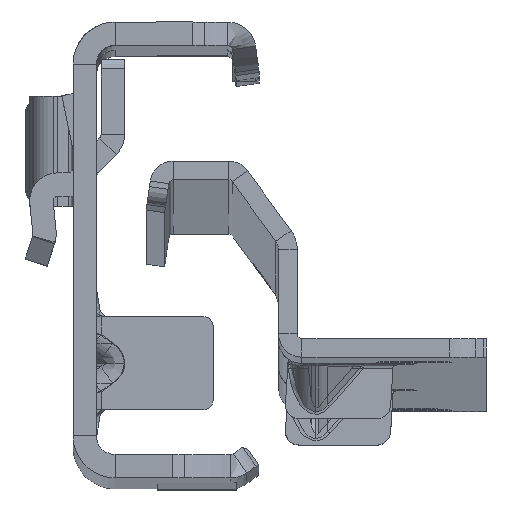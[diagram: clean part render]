
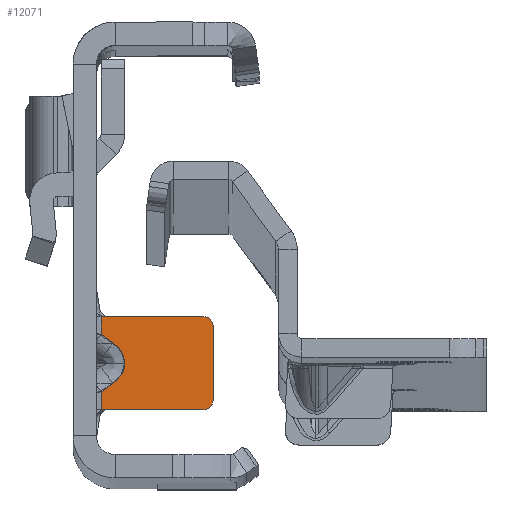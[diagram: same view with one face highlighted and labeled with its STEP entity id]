
A CAD part, top view. The second image highlights one B-rep face of the part: STEP entity #12071.
In plain terms, the highlighted planar face has unit normal (0, 0, 1).
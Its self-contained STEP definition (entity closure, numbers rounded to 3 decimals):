
#70 = EDGE_CURVE ( 'NONE', #7409, #12146, #720, .T. ) ;
#428 = CARTESIAN_POINT ( 'NONE',  ( 1.757, -8.408, -641.5 ) ) ;
#714 = CARTESIAN_POINT ( 'NONE',  ( 0.5, -13.681, -641.5 ) ) ;
#720 = LINE ( 'NONE', #6604, #2397 ) ;
#763 = EDGE_CURVE ( 'NONE', #14117, #11878, #16237, .T. ) ;
#797 = CARTESIAN_POINT ( 'NONE',  ( 3.573, -11.508, -641.5 ) ) ;
#844 = DIRECTION ( 'NONE',  ( 0., 0., 1. ) ) ;
#1009 = EDGE_LOOP ( 'NONE', ( #9517, #4400, #16788, #5623, #2504, #16522, #18161, #14931, #16282, #10242, #6324, #3012 ) ) ;
#1311 = LINE ( 'NONE', #9857, #18368 ) ;
#1672 = DIRECTION ( 'NONE',  ( 0., 1., 0. ) ) ;
#1679 = EDGE_CURVE ( 'NONE', #14117, #7409, #14876, .T. ) ;
#1969 = EDGE_CURVE ( 'NONE', #2408, #13626, #1311, .T. ) ;
#2106 = CARTESIAN_POINT ( 'NONE',  ( 11.5, -14.6, -641.5 ) ) ;
#2397 = VECTOR ( 'NONE', #12434, 1000. ) ;
#2408 = VERTEX_POINT ( 'NONE', #7722 ) ;
#2504 = ORIENTED_EDGE ( 'NONE', *, *, #763, .T. ) ;
#2587 = CARTESIAN_POINT ( 'NONE',  ( 1.757, -8.408, -641.5 ) ) ;
#2735 = EDGE_CURVE ( 'NONE', #4810, #10968, #8459, .T. ) ;
#2851 = VERTEX_POINT ( 'NONE', #18048 ) ;
#3012 = ORIENTED_EDGE ( 'NONE', *, *, #8545, .F. ) ;
#3108 = CARTESIAN_POINT ( 'NONE',  ( -37.326, 22.3, -641.5 ) ) ;
#4013 = DIRECTION ( 'NONE',  ( -1., 0., 0. ) ) ;
#4082 = CARTESIAN_POINT ( 'NONE',  ( 0.708, -15.6, -641.5 ) ) ;
#4400 = ORIENTED_EDGE ( 'NONE', *, *, #16631, .F. ) ;
#4810 = VERTEX_POINT ( 'NONE', #16611 ) ;
#5088 = DIRECTION ( 'NONE',  ( 0., 1., 0. ) ) ;
#5529 = CARTESIAN_POINT ( 'NONE',  ( 1.367, -8.131, -641.5 ) ) ;
#5623 = ORIENTED_EDGE ( 'NONE', *, *, #1679, .F. ) ;
#5644 = VECTOR ( 'NONE', #16422, 1000. ) ;
#6109 = LINE ( 'NONE', #9081, #11655 ) ;
#6324 = ORIENTED_EDGE ( 'NONE', *, *, #16546, .T. ) ;
#6604 = CARTESIAN_POINT ( 'NONE',  ( 2.624, -12.179, -641.5 ) ) ;
#6700 = VECTOR ( 'NONE', #8672, 1000. ) ;
#7409 = VERTEX_POINT ( 'NONE', #714 ) ;
#7477 = VERTEX_POINT ( 'NONE', #9729 ) ;
#7722 = CARTESIAN_POINT ( 'NONE',  ( 11.5, -5.6, -641.5 ) ) ;
#7772 = CARTESIAN_POINT ( 'NONE',  ( 0.708, -5.6, -641.5 ) ) ;
#7952 = VECTOR ( 'NONE', #15872, 1000. ) ;
#8265 = CARTESIAN_POINT ( 'NONE',  ( 1.757, -12.792, -641.5 ) ) ;
#8418 = VERTEX_POINT ( 'NONE', #18833 ) ;
#8459 = LINE ( 'NONE', #14508, #9494 ) ;
#8545 = EDGE_CURVE ( 'NONE', #7477, #2851, #17483, .T. ) ;
#8648 = CARTESIAN_POINT ( 'NONE',  ( -1.826, -15.6, -641.5 ) ) ;
#8672 = DIRECTION ( 'NONE',  ( 1., 0., 0. ) ) ;
#8751 = AXIS2_PLACEMENT_3D ( 'NONE', #14036, #844, #10855 ) ;
#8973 = DIRECTION ( 'NONE',  ( 0., 0., -1. ) ) ;
#9081 = CARTESIAN_POINT ( 'NONE',  ( -1.826, -5.6, -641.5 ) ) ;
#9123 = CARTESIAN_POINT ( 'NONE',  ( 0.5, 22.3, -641.5 ) ) ;
#9494 = VECTOR ( 'NONE', #10271, 1000. ) ;
#9517 = ORIENTED_EDGE ( 'NONE', *, *, #13937, .F. ) ;
#9719 = EDGE_CURVE ( 'NONE', #10968, #2408, #17018, .T. ) ;
#9729 = CARTESIAN_POINT ( 'NONE',  ( 0.5, -7.519, -641.5 ) ) ;
#9857 = CARTESIAN_POINT ( 'NONE',  ( -1.826, -5.6, -641.5 ) ) ;
#10242 = ORIENTED_EDGE ( 'NONE', *, *, #1969, .T. ) ;
#10271 = DIRECTION ( 'NONE',  ( 0., 1., 0. ) ) ;
#10318 = AXIS2_PLACEMENT_3D ( 'NONE', #3108, #8973, #1672 ) ;
#10611 = CARTESIAN_POINT ( 'NONE',  ( 3.573, -9.692, -641.5 ) ) ;
#10855 = DIRECTION ( 'NONE',  ( 0., -1., 0. ) ) ;
#10968 = VERTEX_POINT ( 'NONE', #11832 ) ;
#11380 = LINE ( 'NONE', #5529, #7952 ) ;
#11579 =( BOUNDED_CURVE ( )  B_SPLINE_CURVE ( 3, ( #15408, #797, #10611, #428 ),
 .UNSPECIFIED., .F., .T. ) 
 B_SPLINE_CURVE_WITH_KNOTS ( ( 4, 4 ),
 ( 2.356, 3.927 ),
 .UNSPECIFIED. ) 
 CURVE ( )  GEOMETRIC_REPRESENTATION_ITEM ( )  RATIONAL_B_SPLINE_CURVE ( ( 1., 0.805, 0.805, 1. ) ) 
 REPRESENTATION_ITEM ( '' )  );
#11626 = DIRECTION ( 'NONE',  ( 1., 0., 0. ) ) ;
#11655 = VECTOR ( 'NONE', #16078, 1000. ) ;
#11832 = CARTESIAN_POINT ( 'NONE',  ( 12.5, -6.6, -641.5 ) ) ;
#11857 = FACE_OUTER_BOUND ( 'NONE', #1009, .T. ) ;
#11878 = VERTEX_POINT ( 'NONE', #4082 ) ;
#12071 = ADVANCED_FACE ( 'NONE', ( #11857 ), #16258, .F. ) ;
#12146 = VERTEX_POINT ( 'NONE', #8265 ) ;
#12434 = DIRECTION ( 'NONE',  ( 0.816, 0.577, 0. ) ) ;
#12459 = DIRECTION ( 'NONE',  ( 0., 0., 1. ) ) ;
#12521 = VECTOR ( 'NONE', #13255, 1000. ) ;
#13255 = DIRECTION ( 'NONE',  ( 0., 1., 0. ) ) ;
#13569 = VERTEX_POINT ( 'NONE', #2587 ) ;
#13626 = VERTEX_POINT ( 'NONE', #7772 ) ;
#13937 = EDGE_CURVE ( 'NONE', #13569, #7477, #11380, .T. ) ;
#14036 = CARTESIAN_POINT ( 'NONE',  ( 11.5, -6.6, -641.5 ) ) ;
#14117 = VERTEX_POINT ( 'NONE', #14943 ) ;
#14174 = AXIS2_PLACEMENT_3D ( 'NONE', #2106, #12459, #5088 ) ;
#14473 = CIRCLE ( 'NONE', #14174, 1. ) ;
#14508 = CARTESIAN_POINT ( 'NONE',  ( 12.5, -6.6, -641.5 ) ) ;
#14525 = CARTESIAN_POINT ( 'NONE',  ( -1.826, -15.6, -641.5 ) ) ;
#14650 = EDGE_CURVE ( 'NONE', #11878, #8418, #15738, .T. ) ;
#14709 = VECTOR ( 'NONE', #11626, 1000. ) ;
#14876 = LINE ( 'NONE', #9123, #12521 ) ;
#14931 = ORIENTED_EDGE ( 'NONE', *, *, #2735, .T. ) ;
#14943 = CARTESIAN_POINT ( 'NONE',  ( 0.5, -15.6, -641.5 ) ) ;
#15408 = CARTESIAN_POINT ( 'NONE',  ( 1.757, -12.792, -641.5 ) ) ;
#15738 = LINE ( 'NONE', #8648, #14709 ) ;
#15872 = DIRECTION ( 'NONE',  ( -0.816, 0.577, 0. ) ) ;
#16078 = DIRECTION ( 'NONE',  ( -1., 0., 0. ) ) ;
#16237 = LINE ( 'NONE', #14525, #6700 ) ;
#16258 = PLANE ( 'NONE',  #10318 ) ;
#16282 = ORIENTED_EDGE ( 'NONE', *, *, #9719, .T. ) ;
#16422 = DIRECTION ( 'NONE',  ( 0., 1., 0. ) ) ;
#16522 = ORIENTED_EDGE ( 'NONE', *, *, #14650, .T. ) ;
#16546 = EDGE_CURVE ( 'NONE', #13626, #2851, #6109, .T. ) ;
#16611 = CARTESIAN_POINT ( 'NONE',  ( 12.5, -14.6, -641.5 ) ) ;
#16631 = EDGE_CURVE ( 'NONE', #12146, #13569, #11579, .T. ) ;
#16788 = ORIENTED_EDGE ( 'NONE', *, *, #70, .F. ) ;
#17018 = CIRCLE ( 'NONE', #8751, 1. ) ;
#17483 = LINE ( 'NONE', #17580, #5644 ) ;
#17580 = CARTESIAN_POINT ( 'NONE',  ( 0.5, 22.3, -641.5 ) ) ;
#18048 = CARTESIAN_POINT ( 'NONE',  ( 0.5, -5.6, -641.5 ) ) ;
#18070 = EDGE_CURVE ( 'NONE', #8418, #4810, #14473, .T. ) ;
#18161 = ORIENTED_EDGE ( 'NONE', *, *, #18070, .T. ) ;
#18368 = VECTOR ( 'NONE', #4013, 1000. ) ;
#18833 = CARTESIAN_POINT ( 'NONE',  ( 11.5, -15.6, -641.5 ) ) ;
